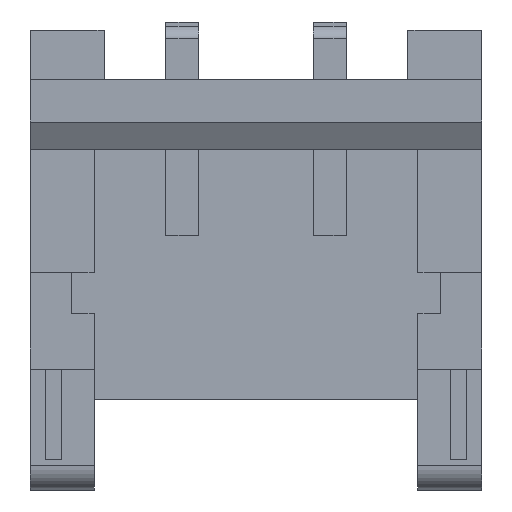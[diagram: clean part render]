
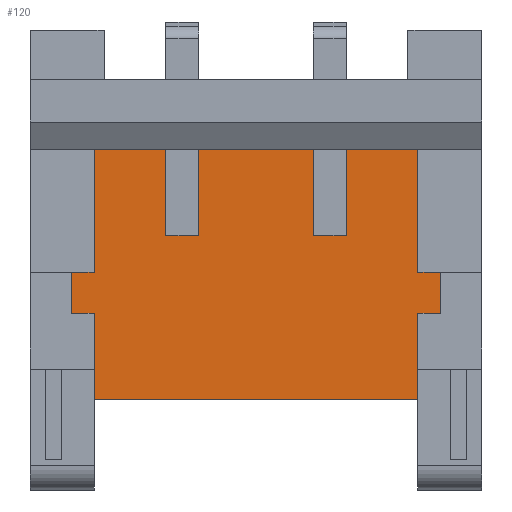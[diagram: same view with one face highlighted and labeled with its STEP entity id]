
A CAD part, top view. The second image highlights one B-rep face of the part: STEP entity #120.
In plain terms, the highlighted planar face has unit normal (0, 0, 1).
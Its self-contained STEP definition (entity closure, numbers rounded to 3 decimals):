
#120=ADVANCED_FACE('',(#361),#243,.T.);
#243=PLANE('',#2621);
#361=FACE_OUTER_BOUND('',#492,.T.);
#492=EDGE_LOOP('',(#898,#899,#900,#901,#902,#903,#904,#905,#906,#907,#908,
#909,#910,#911,#912,#913,#914,#915,#916,#917,#918,#919,#920,#921));
#898=ORIENTED_EDGE('',*,*,#1732,.F.);
#899=ORIENTED_EDGE('',*,*,#1542,.F.);
#900=ORIENTED_EDGE('',*,*,#1733,.T.);
#901=ORIENTED_EDGE('',*,*,#1734,.T.);
#902=ORIENTED_EDGE('',*,*,#1731,.F.);
#903=ORIENTED_EDGE('',*,*,#1712,.F.);
#904=ORIENTED_EDGE('',*,*,#1715,.F.);
#905=ORIENTED_EDGE('',*,*,#1717,.F.);
#906=ORIENTED_EDGE('',*,*,#1719,.F.);
#907=ORIENTED_EDGE('',*,*,#1735,.F.);
#908=ORIENTED_EDGE('',*,*,#1721,.F.);
#909=ORIENTED_EDGE('',*,*,#1724,.F.);
#910=ORIENTED_EDGE('',*,*,#1725,.F.);
#911=ORIENTED_EDGE('',*,*,#1709,.F.);
#912=ORIENTED_EDGE('',*,*,#1728,.F.);
#913=ORIENTED_EDGE('',*,*,#1736,.T.);
#914=ORIENTED_EDGE('',*,*,#1737,.T.);
#915=ORIENTED_EDGE('',*,*,#1532,.F.);
#916=ORIENTED_EDGE('',*,*,#1738,.F.);
#917=ORIENTED_EDGE('',*,*,#1739,.F.);
#918=ORIENTED_EDGE('',*,*,#1740,.F.);
#919=ORIENTED_EDGE('',*,*,#1528,.F.);
#920=ORIENTED_EDGE('',*,*,#1741,.F.);
#921=ORIENTED_EDGE('',*,*,#1742,.F.);
#1290=VERTEX_POINT('',#3351);
#1291=VERTEX_POINT('',#3353);
#1294=VERTEX_POINT('',#3359);
#1295=VERTEX_POINT('',#3361);
#1304=VERTEX_POINT('',#3379);
#1305=VERTEX_POINT('',#3381);
#1426=VERTEX_POINT('',#3707);
#1427=VERTEX_POINT('',#3709);
#1428=VERTEX_POINT('',#3713);
#1429=VERTEX_POINT('',#3715);
#1430=VERTEX_POINT('',#3719);
#1431=VERTEX_POINT('',#3723);
#1432=VERTEX_POINT('',#3727);
#1433=VERTEX_POINT('',#3731);
#1434=VERTEX_POINT('',#3733);
#1435=VERTEX_POINT('',#3737);
#1437=VERTEX_POINT('',#3745);
#1438=VERTEX_POINT('',#3749);
#1440=VERTEX_POINT('',#3755);
#1441=VERTEX_POINT('',#3757);
#1442=VERTEX_POINT('',#3761);
#1443=VERTEX_POINT('',#3764);
#1444=VERTEX_POINT('',#3766);
#1445=VERTEX_POINT('',#3769);
#1528=EDGE_CURVE('',#1290,#1291,#1887,.T.);
#1532=EDGE_CURVE('',#1294,#1295,#1891,.T.);
#1542=EDGE_CURVE('',#1304,#1305,#1901,.T.);
#1709=EDGE_CURVE('',#1426,#1427,#2060,.T.);
#1712=EDGE_CURVE('',#1428,#1429,#2063,.T.);
#1715=EDGE_CURVE('',#1430,#1428,#2066,.T.);
#1717=EDGE_CURVE('',#1431,#1430,#2068,.T.);
#1719=EDGE_CURVE('',#1432,#1431,#2070,.T.);
#1721=EDGE_CURVE('',#1433,#1434,#2072,.T.);
#1724=EDGE_CURVE('',#1435,#1433,#2075,.T.);
#1725=EDGE_CURVE('',#1427,#1435,#2076,.T.);
#1728=EDGE_CURVE('',#1437,#1426,#2079,.T.);
#1731=EDGE_CURVE('',#1429,#1438,#2082,.T.);
#1732=EDGE_CURVE('',#1305,#1440,#2083,.T.);
#1733=EDGE_CURVE('',#1304,#1441,#2084,.T.);
#1734=EDGE_CURVE('',#1441,#1438,#2085,.T.);
#1735=EDGE_CURVE('',#1434,#1432,#2086,.T.);
#1736=EDGE_CURVE('',#1437,#1442,#2087,.T.);
#1737=EDGE_CURVE('',#1442,#1295,#2088,.T.);
#1738=EDGE_CURVE('',#1443,#1294,#2089,.T.);
#1739=EDGE_CURVE('',#1444,#1443,#2090,.T.);
#1740=EDGE_CURVE('',#1291,#1444,#2091,.T.);
#1741=EDGE_CURVE('',#1445,#1290,#2092,.T.);
#1742=EDGE_CURVE('',#1440,#1445,#2093,.T.);
#1887=LINE('',#3352,#2226);
#1891=LINE('',#3360,#2230);
#1901=LINE('',#3380,#2240);
#2060=LINE('',#3708,#2399);
#2063=LINE('',#3714,#2402);
#2066=LINE('',#3720,#2405);
#2068=LINE('',#3724,#2407);
#2070=LINE('',#3728,#2409);
#2072=LINE('',#3732,#2411);
#2075=LINE('',#3738,#2414);
#2076=LINE('',#3740,#2415);
#2079=LINE('',#3746,#2418);
#2082=LINE('',#3752,#2421);
#2083=LINE('',#3754,#2422);
#2084=LINE('',#3756,#2423);
#2085=LINE('',#3758,#2424);
#2086=LINE('',#3759,#2425);
#2087=LINE('',#3760,#2426);
#2088=LINE('',#3762,#2427);
#2089=LINE('',#3763,#2428);
#2090=LINE('',#3765,#2429);
#2091=LINE('',#3767,#2430);
#2092=LINE('',#3768,#2431);
#2093=LINE('',#3770,#2432);
#2226=VECTOR('',#2715,1.);
#2230=VECTOR('',#2719,1.);
#2240=VECTOR('',#2729,1.);
#2399=VECTOR('',#2982,1.);
#2402=VECTOR('',#2987,1.);
#2405=VECTOR('',#2992,1.);
#2407=VECTOR('',#2996,1.);
#2409=VECTOR('',#3000,1.);
#2411=VECTOR('',#3004,1.);
#2414=VECTOR('',#3009,1.);
#2415=VECTOR('',#3012,1.);
#2418=VECTOR('',#3017,1.);
#2421=VECTOR('',#3022,1.);
#2422=VECTOR('',#3025,1.);
#2423=VECTOR('',#3026,1.);
#2424=VECTOR('',#3027,1.);
#2425=VECTOR('',#3028,1.);
#2426=VECTOR('',#3029,1.);
#2427=VECTOR('',#3030,1.);
#2428=VECTOR('',#3031,1.);
#2429=VECTOR('',#3032,1.);
#2430=VECTOR('',#3033,1.);
#2431=VECTOR('',#3034,1.);
#2432=VECTOR('',#3035,1.);
#2621=AXIS2_PLACEMENT_3D('',#3771,#3036,#3037);
#2715=DIRECTION('',(1.,0.,0.));
#2719=DIRECTION('',(1.,0.,0.));
#2729=DIRECTION('',(1.,0.,0.));
#2982=DIRECTION('',(1.,0.,0.));
#2987=DIRECTION('',(1.,0.,0.));
#2992=DIRECTION('',(0.,1.,0.));
#2996=DIRECTION('',(-1.,0.,0.));
#3000=DIRECTION('',(0.,1.,0.));
#3004=DIRECTION('',(0.,-1.,0.));
#3009=DIRECTION('',(-1.,0.,0.));
#3012=DIRECTION('',(0.,-1.,0.));
#3017=DIRECTION('',(0.,-1.,0.));
#3022=DIRECTION('',(0.,1.,0.));
#3025=DIRECTION('',(0.,-1.,0.));
#3026=DIRECTION('',(0.,-1.,0.));
#3027=DIRECTION('',(1.,0.,0.));
#3028=DIRECTION('',(-1.,0.,0.));
#3029=DIRECTION('',(1.,0.,0.));
#3030=DIRECTION('',(0.,1.,0.));
#3031=DIRECTION('',(0.,1.,0.));
#3032=DIRECTION('',(1.,0.,0.));
#3033=DIRECTION('',(0.,-1.,0.));
#3034=DIRECTION('',(0.,1.,0.));
#3035=DIRECTION('',(1.,0.,0.));
#3036=DIRECTION('',(0.,0.,1.));
#3037=DIRECTION('',(1.,0.,0.));
#3351=CARTESIAN_POINT('',(-0.7,5.67,0.2));
#3352=CARTESIAN_POINT('',(1.97,5.67,0.2));
#3353=CARTESIAN_POINT('',(0.7,5.67,0.2));
#3359=CARTESIAN_POINT('',(1.1,5.67,0.2));
#3360=CARTESIAN_POINT('',(1.97,5.67,0.2));
#3361=CARTESIAN_POINT('',(2.33,5.67,0.2));
#3379=CARTESIAN_POINT('',(-2.33,5.67,0.2));
#3380=CARTESIAN_POINT('',(1.97,5.67,0.2));
#3381=CARTESIAN_POINT('',(-1.1,5.67,0.2));
#3707=CARTESIAN_POINT('',(1.97,4.17,0.2));
#3708=CARTESIAN_POINT('',(2.25,4.17,0.2));
#3709=CARTESIAN_POINT('',(2.25,4.17,0.2));
#3713=CARTESIAN_POINT('',(-2.25,4.17,0.2));
#3714=CARTESIAN_POINT('',(-1.97,4.17,0.2));
#3715=CARTESIAN_POINT('',(-1.97,4.17,0.2));
#3719=CARTESIAN_POINT('',(-2.25,3.67,0.2));
#3720=CARTESIAN_POINT('',(-2.25,4.17,0.2));
#3723=CARTESIAN_POINT('',(-1.97,3.67,0.2));
#3724=CARTESIAN_POINT('',(-2.25,3.67,0.2));
#3727=CARTESIAN_POINT('',(-1.97,2.62,0.2));
#3728=CARTESIAN_POINT('',(-1.97,3.67,0.2));
#3731=CARTESIAN_POINT('',(1.97,3.67,0.2));
#3732=CARTESIAN_POINT('',(1.97,2.62,0.2));
#3733=CARTESIAN_POINT('',(1.97,2.62,0.2));
#3737=CARTESIAN_POINT('',(2.25,3.67,0.2));
#3738=CARTESIAN_POINT('',(1.97,3.67,0.2));
#3740=CARTESIAN_POINT('',(2.25,3.67,0.2));
#3745=CARTESIAN_POINT('',(1.97,4.33,0.2));
#3746=CARTESIAN_POINT('',(1.97,4.17,0.2));
#3749=CARTESIAN_POINT('',(-1.97,4.33,0.2));
#3752=CARTESIAN_POINT('',(-1.97,5.67,0.2));
#3754=CARTESIAN_POINT('',(-1.1,5.67,0.2));
#3755=CARTESIAN_POINT('',(-1.1,4.62,0.2));
#3756=CARTESIAN_POINT('',(-2.33,4.33,0.2));
#3757=CARTESIAN_POINT('',(-2.33,4.33,0.2));
#3758=CARTESIAN_POINT('',(-1.82,4.33,0.2));
#3759=CARTESIAN_POINT('',(-1.97,2.62,0.2));
#3760=CARTESIAN_POINT('',(2.33,4.33,0.2));
#3761=CARTESIAN_POINT('',(2.33,4.33,0.2));
#3762=CARTESIAN_POINT('',(2.33,5.67,0.2));
#3763=CARTESIAN_POINT('',(1.1,4.62,0.2));
#3764=CARTESIAN_POINT('',(1.1,4.62,0.2));
#3765=CARTESIAN_POINT('',(0.7,4.62,0.2));
#3766=CARTESIAN_POINT('',(0.7,4.62,0.2));
#3767=CARTESIAN_POINT('',(0.7,5.67,0.2));
#3768=CARTESIAN_POINT('',(-0.7,4.62,0.2));
#3769=CARTESIAN_POINT('',(-0.7,4.62,0.2));
#3770=CARTESIAN_POINT('',(-1.1,4.62,0.2));
#3771=CARTESIAN_POINT('',(0.,0.,0.2));
